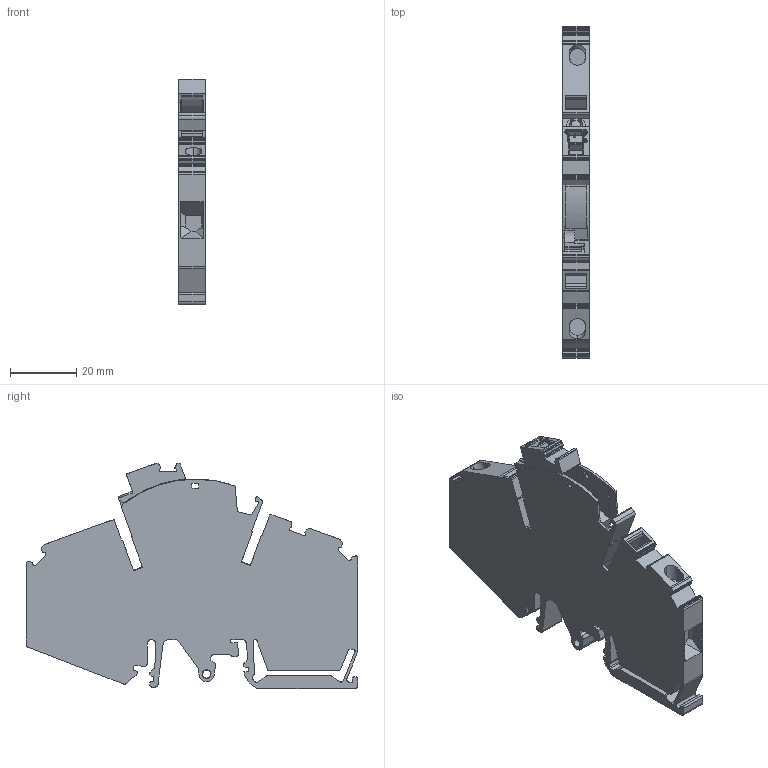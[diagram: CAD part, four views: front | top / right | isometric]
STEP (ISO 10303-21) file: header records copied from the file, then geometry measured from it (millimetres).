
FILE_DESCRIPTION(('CATIA V5 STEP Exchange','CAx-IF Rec.Pracs.--- Model Styling and Organization---1.5--- 2016-08-15','CAx-IF Rec.Pracs.---Supplemental Geometry---1.0---2011-11-01','CAx-IF Rec.Pracs.--- Composite Materials ---1.1---2010-07-15'),'2;1');
FILE_NAME ('1175179-5_3', '2025-07-21T05:46:50+00:00', ('none'), ('Weidmueller'), 'CATIA Version 5-6 Release 2024 SP4', 'CATIA V5 STEP AP214 v3', 'none');
FILE_SCHEMA(('AUTOMOTIVE_DESIGN { 1 0 10303 214 1 1 1 1 }'));
Length unit declared in the file: millimetre
Products named in the file (1): 2710090000
Bounding box: 8.1 x 100 x 67.95 mm (x, y, z)
Volume: 32339.1 mm3; surface area: 16851.1 mm2
Topology: 1 solids, 1 shells, 715 faces, 2021 edges, 1315 vertices
Faces by surface type: plane 361, cylinder 280, extrusion 25, torus 21, cone 17, bspline 7, sphere 4
Entity records: 24281 total; most frequent: CARTESIAN_POINT 5683, ORIENTED_EDGE 4030, DIRECTION 3111, EDGE_CURVE 2015, VECTOR 1348, LINE 1323, VERTEX_POINT 1315, AXIS2_PLACEMENT_3D 1146
